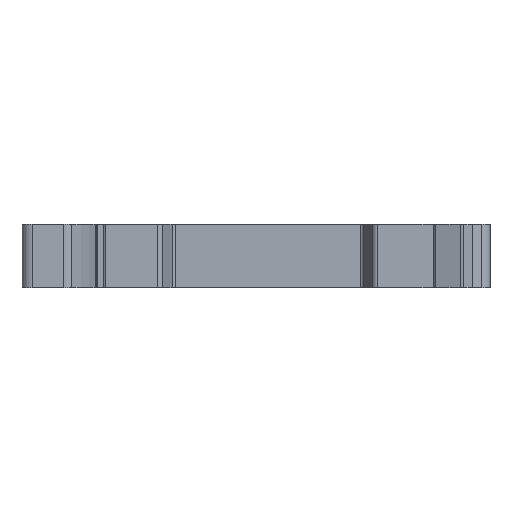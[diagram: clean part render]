
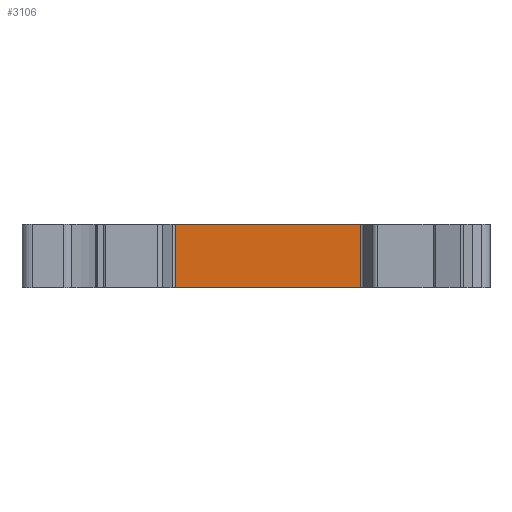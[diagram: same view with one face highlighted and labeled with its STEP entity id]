
A CAD part, front view. The second image highlights one B-rep face of the part: STEP entity #3106.
In plain terms, the highlighted planar face has unit normal (0, -1, 0).
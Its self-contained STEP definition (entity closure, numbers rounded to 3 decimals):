
#127 = DIRECTION ( 'NONE',  ( -1., 0., 0. ) ) ;
#132 = DIRECTION ( 'NONE',  ( 0., 1., 0. ) ) ;
#152 = VECTOR ( 'NONE', #1262, 1000. ) ;
#153 = PLANE ( 'NONE',  #5833 ) ;
#161 = LINE ( 'NONE', #1396, #152 ) ;
#221 = VERTEX_POINT ( 'NONE', #4527 ) ;
#227 = CARTESIAN_POINT ( 'NONE',  ( -8.746, -9.001, 6. ) ) ;
#417 = ORIENTED_EDGE ( 'NONE', *, *, #2819, .F. ) ;
#421 = LINE ( 'NONE', #2203, #456 ) ;
#427 = VERTEX_POINT ( 'NONE', #4193 ) ;
#456 = VECTOR ( 'NONE', #2194, 1000. ) ;
#1262 = DIRECTION ( 'NONE',  ( 0., 0., -1. ) ) ;
#1264 = CARTESIAN_POINT ( 'NONE',  ( -8.746, -9.001, 0. ) ) ;
#1396 = CARTESIAN_POINT ( 'NONE',  ( 8.746, -9.001, 6. ) ) ;
#1504 = ORIENTED_EDGE ( 'NONE', *, *, #6530, .T. ) ;
#1520 = EDGE_LOOP ( 'NONE', ( #417, #5726, #5042, #1504 ) ) ;
#2194 = DIRECTION ( 'NONE',  ( 0., 0., 1. ) ) ;
#2203 = CARTESIAN_POINT ( 'NONE',  ( -8.746, -9.001, 6. ) ) ;
#2613 = EDGE_CURVE ( 'NONE', #4573, #221, #421, .T. ) ;
#2819 = EDGE_CURVE ( 'NONE', #3215, #427, #161, .T. ) ;
#2903 = LINE ( 'NONE', #3449, #2993 ) ;
#2993 = VECTOR ( 'NONE', #3429, 1000. ) ;
#3106 = ADVANCED_FACE ( 'NONE', ( #5892 ), #153, .F. ) ;
#3215 = VERTEX_POINT ( 'NONE', #5197 ) ;
#3429 = DIRECTION ( 'NONE',  ( 1., 0., 0. ) ) ;
#3449 = CARTESIAN_POINT ( 'NONE',  ( -8.746, -9.001, 0. ) ) ;
#4193 = CARTESIAN_POINT ( 'NONE',  ( 8.746, -9.001, 0. ) ) ;
#4527 = CARTESIAN_POINT ( 'NONE',  ( -8.746, -9.001, 6. ) ) ;
#4573 = VERTEX_POINT ( 'NONE', #1264 ) ;
#5042 = ORIENTED_EDGE ( 'NONE', *, *, #2613, .F. ) ;
#5197 = CARTESIAN_POINT ( 'NONE',  ( 8.746, -9.001, 6. ) ) ;
#5515 = DIRECTION ( 'NONE',  ( 1., 0., 0. ) ) ;
#5726 = ORIENTED_EDGE ( 'NONE', *, *, #5851, .F. ) ;
#5833 = AXIS2_PLACEMENT_3D ( 'NONE', #227, #132, #127 ) ;
#5851 = EDGE_CURVE ( 'NONE', #221, #3215, #6267, .T. ) ;
#5892 = FACE_OUTER_BOUND ( 'NONE', #1520, .T. ) ;
#5950 = CARTESIAN_POINT ( 'NONE',  ( 14.195, -9.001, 6. ) ) ;
#6039 = VECTOR ( 'NONE', #5515, 1000. ) ;
#6267 = LINE ( 'NONE', #5950, #6039 ) ;
#6530 = EDGE_CURVE ( 'NONE', #4573, #427, #2903, .T. ) ;
